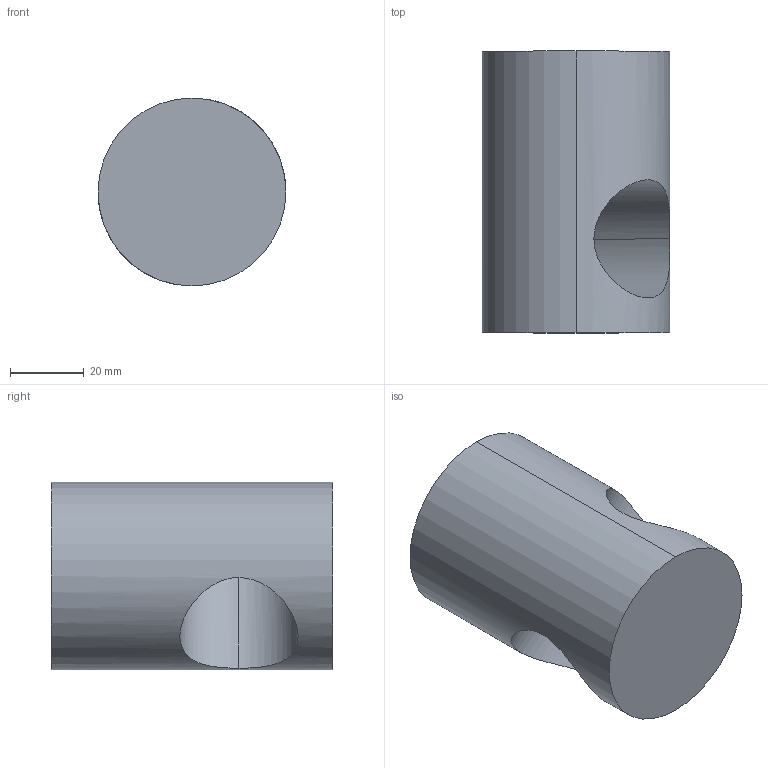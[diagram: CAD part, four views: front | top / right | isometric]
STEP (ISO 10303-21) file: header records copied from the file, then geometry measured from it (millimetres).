
FILE_DESCRIPTION (( 'STEP AP203' ), '1' );
FILE_NAME ('HandleCollar.STEP', '2012-06-26T01:03:03', ( '' ), ( '' ), 'SwSTEP 2.0', 'SolidWorks 2010', '' );
FILE_SCHEMA (( 'CONFIG_CONTROL_DESIGN' ));
Length unit declared in the file: millimetre
Products named in the file (1): HandleCollar
Bounding box: 50.8 x 76.2 x 50.8 mm (x, y, z)
Volume: 97776.7 mm3; surface area: 21459.7 mm2
Topology: 1 solids, 1 shells, 9 faces, 18 edges, 12 vertices
Faces by surface type: cylinder 6, plane 3
Entity records: 525 total; most frequent: CARTESIAN_POINT 252, DIRECTION 42, ORIENTED_EDGE 36, EDGE_CURVE 18, AXIS2_PLACEMENT_3D 18, VERTEX_POINT 12, EDGE_LOOP 12, ADVANCED_FACE 9
